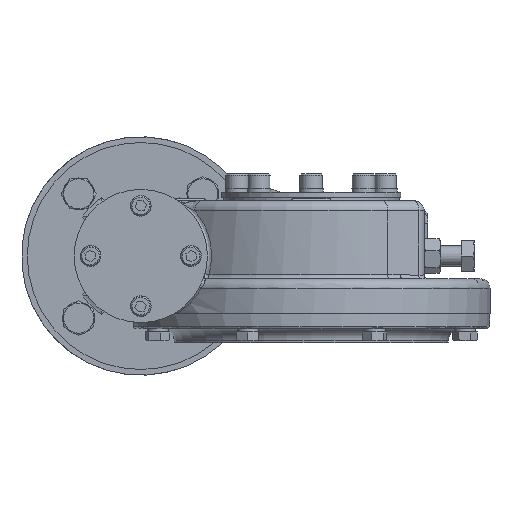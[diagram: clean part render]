
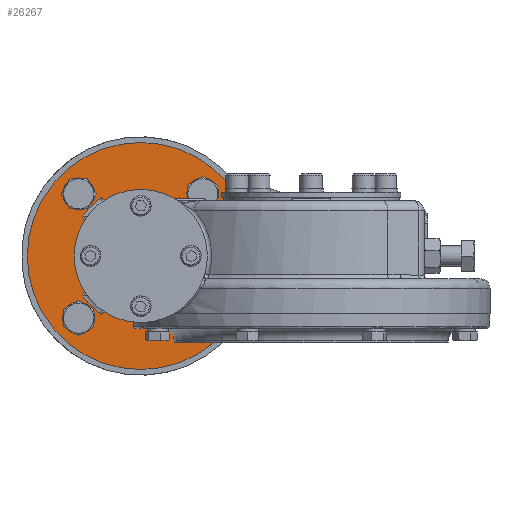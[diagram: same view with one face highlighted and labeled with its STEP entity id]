
A CAD part, left-side view. The second image highlights one B-rep face of the part: STEP entity #26267.
In plain terms, the highlighted planar face has unit normal (-1, 0, 0).
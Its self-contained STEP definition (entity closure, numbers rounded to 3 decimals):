
#866=CIRCLE('',#27291,12.7);
#885=CIRCLE('',#27449,12.7);
#904=CIRCLE('',#27607,12.7);
#923=CIRCLE('',#27765,12.7);
#978=CIRCLE('',#28025,33.);
#979=CIRCLE('',#28026,56.);
#980=CIRCLE('',#28027,33.);
#981=CIRCLE('',#28028,56.);
#982=CIRCLE('',#28029,33.);
#983=CIRCLE('',#28030,56.);
#984=CIRCLE('',#28031,33.);
#985=CIRCLE('',#28032,56.);
#986=CIRCLE('',#28033,90.5);
#3115=LINE('',#43410,#5316);
#3116=LINE('',#43414,#5317);
#3117=LINE('',#43418,#5318);
#3118=LINE('',#43422,#5319);
#3119=LINE('',#43426,#5320);
#3120=LINE('',#43430,#5321);
#3121=LINE('',#43434,#5322);
#3122=LINE('',#43438,#5323);
#5316=VECTOR('',#32737,1000.);
#5317=VECTOR('',#32740,1000.);
#5318=VECTOR('',#32743,1000.);
#5319=VECTOR('',#32746,1000.);
#5320=VECTOR('',#32749,1000.);
#5321=VECTOR('',#32752,1000.);
#5322=VECTOR('',#32755,1000.);
#5323=VECTOR('',#32758,1000.);
#10073=ORIENTED_EDGE('',*,*,#14217,.F.);
#10074=ORIENTED_EDGE('',*,*,#14596,.F.);
#10075=ORIENTED_EDGE('',*,*,#14975,.F.);
#10076=ORIENTED_EDGE('',*,*,#15354,.F.);
#10077=ORIENTED_EDGE('',*,*,#15787,.T.);
#10078=ORIENTED_EDGE('',*,*,#15788,.T.);
#10079=ORIENTED_EDGE('',*,*,#15789,.T.);
#10080=ORIENTED_EDGE('',*,*,#15790,.T.);
#10081=ORIENTED_EDGE('',*,*,#15791,.T.);
#10082=ORIENTED_EDGE('',*,*,#15792,.T.);
#10083=ORIENTED_EDGE('',*,*,#15793,.T.);
#10084=ORIENTED_EDGE('',*,*,#15794,.T.);
#10085=ORIENTED_EDGE('',*,*,#15795,.T.);
#10086=ORIENTED_EDGE('',*,*,#15796,.T.);
#10087=ORIENTED_EDGE('',*,*,#15797,.T.);
#10088=ORIENTED_EDGE('',*,*,#15798,.T.);
#10089=ORIENTED_EDGE('',*,*,#15799,.T.);
#10090=ORIENTED_EDGE('',*,*,#15800,.T.);
#10091=ORIENTED_EDGE('',*,*,#15801,.T.);
#10092=ORIENTED_EDGE('',*,*,#15802,.T.);
#10093=ORIENTED_EDGE('',*,*,#15803,.F.);
#14217=EDGE_CURVE('',#17954,#17954,#866,.T.);
#14596=EDGE_CURVE('',#18197,#18197,#885,.T.);
#14975=EDGE_CURVE('',#18440,#18440,#904,.T.);
#15354=EDGE_CURVE('',#18683,#18683,#923,.T.);
#15787=EDGE_CURVE('',#18952,#18953,#978,.F.);
#15788=EDGE_CURVE('',#18953,#18954,#3115,.T.);
#15789=EDGE_CURVE('',#18954,#18955,#979,.F.);
#15790=EDGE_CURVE('',#18955,#18956,#3116,.T.);
#15791=EDGE_CURVE('',#18956,#18957,#980,.F.);
#15792=EDGE_CURVE('',#18957,#18958,#3117,.T.);
#15793=EDGE_CURVE('',#18958,#18959,#981,.F.);
#15794=EDGE_CURVE('',#18959,#18960,#3118,.T.);
#15795=EDGE_CURVE('',#18960,#18961,#982,.F.);
#15796=EDGE_CURVE('',#18961,#18962,#3119,.T.);
#15797=EDGE_CURVE('',#18962,#18963,#983,.F.);
#15798=EDGE_CURVE('',#18963,#18964,#3120,.T.);
#15799=EDGE_CURVE('',#18964,#18965,#984,.F.);
#15800=EDGE_CURVE('',#18965,#18966,#3121,.T.);
#15801=EDGE_CURVE('',#18966,#18967,#985,.F.);
#15802=EDGE_CURVE('',#18967,#18952,#3122,.T.);
#15803=EDGE_CURVE('',#18968,#18968,#986,.T.);
#17954=VERTEX_POINT('',#38636);
#18197=VERTEX_POINT('',#39847);
#18440=VERTEX_POINT('',#41058);
#18683=VERTEX_POINT('',#42269);
#18952=VERTEX_POINT('',#43408);
#18953=VERTEX_POINT('',#43409);
#18954=VERTEX_POINT('',#43411);
#18955=VERTEX_POINT('',#43413);
#18956=VERTEX_POINT('',#43415);
#18957=VERTEX_POINT('',#43417);
#18958=VERTEX_POINT('',#43419);
#18959=VERTEX_POINT('',#43421);
#18960=VERTEX_POINT('',#43423);
#18961=VERTEX_POINT('',#43425);
#18962=VERTEX_POINT('',#43427);
#18963=VERTEX_POINT('',#43429);
#18964=VERTEX_POINT('',#43431);
#18965=VERTEX_POINT('',#43433);
#18966=VERTEX_POINT('',#43435);
#18967=VERTEX_POINT('',#43437);
#18968=VERTEX_POINT('',#43440);
#21615=EDGE_LOOP('',(#10073));
#21616=EDGE_LOOP('',(#10074));
#21617=EDGE_LOOP('',(#10075));
#21618=EDGE_LOOP('',(#10076));
#21619=EDGE_LOOP('',(#10077,#10078,#10079,#10080,#10081,#10082,#10083,#10084,
#10085,#10086,#10087,#10088,#10089,#10090,#10091,#10092));
#21620=EDGE_LOOP('',(#10093));
#23477=FACE_BOUND('',#21615,.T.);
#23478=FACE_BOUND('',#21616,.T.);
#23479=FACE_BOUND('',#21617,.T.);
#23480=FACE_BOUND('',#21618,.T.);
#23481=FACE_BOUND('',#21619,.T.);
#23482=FACE_BOUND('',#21620,.T.);
#25159=PLANE('',#28024);
#26267=ADVANCED_FACE('',(#23477,#23478,#23479,#23480,#23481,#23482),#25159,
 .T.);
#27291=AXIS2_PLACEMENT_3D('',#38635,#30033,#30034);
#27449=AXIS2_PLACEMENT_3D('',#39846,#30645,#30646);
#27607=AXIS2_PLACEMENT_3D('',#41057,#31257,#31258);
#27765=AXIS2_PLACEMENT_3D('',#42268,#31869,#31870);
#28024=AXIS2_PLACEMENT_3D('',#43406,#32733,#32734);
#28025=AXIS2_PLACEMENT_3D('',#43407,#32735,#32736);
#28026=AXIS2_PLACEMENT_3D('',#43412,#32738,#32739);
#28027=AXIS2_PLACEMENT_3D('',#43416,#32741,#32742);
#28028=AXIS2_PLACEMENT_3D('',#43420,#32744,#32745);
#28029=AXIS2_PLACEMENT_3D('',#43424,#32747,#32748);
#28030=AXIS2_PLACEMENT_3D('',#43428,#32750,#32751);
#28031=AXIS2_PLACEMENT_3D('',#43432,#32753,#32754);
#28032=AXIS2_PLACEMENT_3D('',#43436,#32756,#32757);
#28033=AXIS2_PLACEMENT_3D('',#43439,#32759,#32760);
#30033=DIRECTION('',(-1.,0.,0.));
#30034=DIRECTION('',(0.,1.,0.));
#30645=DIRECTION('',(-1.,0.,0.));
#30646=DIRECTION('',(0.,0.,1.));
#31257=DIRECTION('',(-1.,0.,0.));
#31258=DIRECTION('',(0.,0.,-1.));
#31869=DIRECTION('',(-1.,0.,0.));
#31870=DIRECTION('',(0.,-1.,0.));
#32733=DIRECTION('',(-1.,0.,0.));
#32734=DIRECTION('',(0.,1.,0.));
#32735=DIRECTION('',(-1.,0.,0.));
#32736=DIRECTION('',(0.,1.,0.));
#32737=DIRECTION('',(0.,0.707,-0.707));
#32738=DIRECTION('',(-1.,0.,0.));
#32739=DIRECTION('',(0.,1.,0.));
#32740=DIRECTION('',(0.,-0.707,0.707));
#32741=DIRECTION('',(-1.,0.,0.));
#32742=DIRECTION('',(0.,1.,0.));
#32743=DIRECTION('',(0.,0.707,0.707));
#32744=DIRECTION('',(-1.,0.,0.));
#32745=DIRECTION('',(0.,1.,0.));
#32746=DIRECTION('',(0.,-0.707,-0.707));
#32747=DIRECTION('',(-1.,0.,0.));
#32748=DIRECTION('',(0.,1.,0.));
#32749=DIRECTION('',(0.,-0.707,0.707));
#32750=DIRECTION('',(-1.,0.,0.));
#32751=DIRECTION('',(0.,1.,0.));
#32752=DIRECTION('',(0.,0.707,-0.707));
#32753=DIRECTION('',(-1.,0.,0.));
#32754=DIRECTION('',(0.,1.,0.));
#32755=DIRECTION('',(0.,-0.707,-0.707));
#32756=DIRECTION('',(-1.,0.,0.));
#32757=DIRECTION('',(0.,1.,0.));
#32758=DIRECTION('',(0.,0.707,0.707));
#32759=DIRECTION('',(1.,0.,0.));
#32760=DIRECTION('',(0.,-1.,0.));
#38635=CARTESIAN_POINT('',(170.14,86.418,-9.497));
#38636=CARTESIAN_POINT('',(170.14,99.118,-9.497));
#39846=CARTESIAN_POINT('',(170.14,185.412,-9.497));
#39847=CARTESIAN_POINT('',(170.14,185.412,3.203));
#41057=CARTESIAN_POINT('',(170.14,86.418,89.497));
#41058=CARTESIAN_POINT('',(170.14,86.418,76.797));
#42268=CARTESIAN_POINT('',(170.14,185.412,89.497));
#42269=CARTESIAN_POINT('',(170.14,172.712,89.497));
#43406=CARTESIAN_POINT('',(170.14,110.915,40.));
#43407=CARTESIAN_POINT('',(170.14,135.915,40.));
#43408=CARTESIAN_POINT('',(170.14,121.693,10.222));
#43409=CARTESIAN_POINT('',(170.14,150.137,10.222));
#43410=CARTESIAN_POINT('',(170.14,163.315,-2.956));
#43411=CARTESIAN_POINT('',(170.14,166.963,-6.605));
#43412=CARTESIAN_POINT('',(170.14,135.915,40.));
#43413=CARTESIAN_POINT('',(170.14,182.52,8.952));
#43414=CARTESIAN_POINT('',(170.14,166.758,24.713));
#43415=CARTESIAN_POINT('',(170.14,165.693,25.778));
#43416=CARTESIAN_POINT('',(170.14,135.915,40.));
#43417=CARTESIAN_POINT('',(170.14,165.693,54.222));
#43418=CARTESIAN_POINT('',(170.14,178.871,67.4));
#43419=CARTESIAN_POINT('',(170.14,182.52,71.048));
#43420=CARTESIAN_POINT('',(170.14,135.915,40.));
#43421=CARTESIAN_POINT('',(170.14,166.963,86.605));
#43422=CARTESIAN_POINT('',(170.14,151.202,70.843));
#43423=CARTESIAN_POINT('',(170.14,150.137,69.778));
#43424=CARTESIAN_POINT('',(170.14,135.915,40.));
#43425=CARTESIAN_POINT('',(170.14,121.693,69.778));
#43426=CARTESIAN_POINT('',(170.14,108.515,82.956));
#43427=CARTESIAN_POINT('',(170.14,104.867,86.605));
#43428=CARTESIAN_POINT('',(170.14,135.915,40.));
#43429=CARTESIAN_POINT('',(170.14,89.31,71.048));
#43430=CARTESIAN_POINT('',(170.14,105.072,55.287));
#43431=CARTESIAN_POINT('',(170.14,106.137,54.222));
#43432=CARTESIAN_POINT('',(170.14,135.915,40.));
#43433=CARTESIAN_POINT('',(170.14,106.137,25.778));
#43434=CARTESIAN_POINT('',(170.14,92.959,12.6));
#43435=CARTESIAN_POINT('',(170.14,89.31,8.952));
#43436=CARTESIAN_POINT('',(170.14,135.915,40.));
#43437=CARTESIAN_POINT('',(170.14,104.867,-6.605));
#43438=CARTESIAN_POINT('',(170.14,120.628,9.157));
#43439=CARTESIAN_POINT('',(170.14,135.915,40.));
#43440=CARTESIAN_POINT('',(170.14,45.415,40.));
